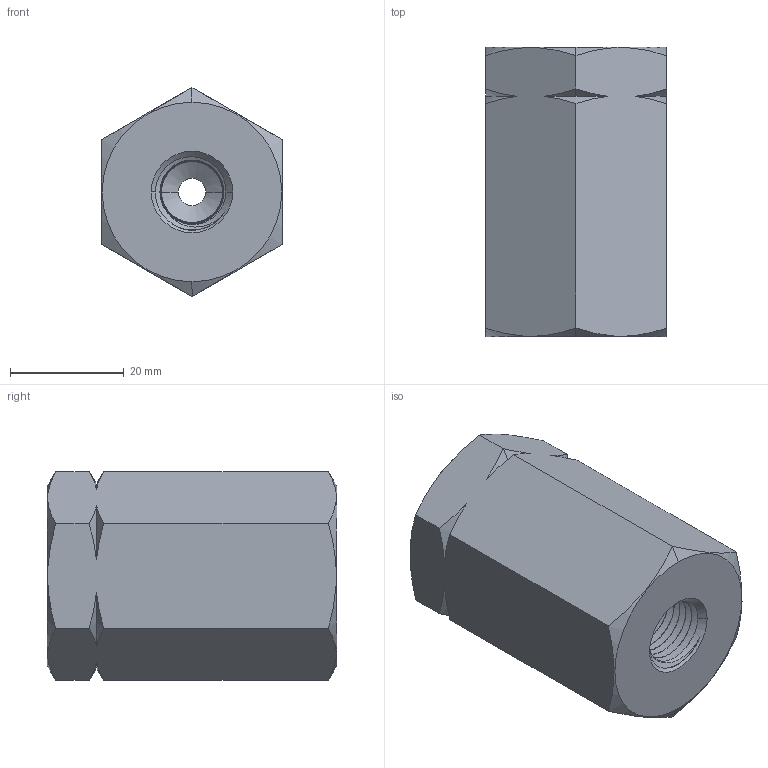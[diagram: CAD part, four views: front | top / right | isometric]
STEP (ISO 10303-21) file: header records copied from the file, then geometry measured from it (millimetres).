
FILE_DESCRIPTION (( 'STEP AP203' ), '1' );
FILE_NAME ('AD-510FSS-4FNPT.STEP', '2025-08-01T19:20:09', ( '' ), ( '' ), 'SwSTEP 2.0', 'SolidWorks 2018', '' );
FILE_SCHEMA (( 'CONFIG_CONTROL_DESIGN' ));
Length unit declared in the file: inch
Products named in the file (1): AD-510FSS-4FNPT
Bounding box: 31.75 x 50.8 x 36.66 mm (x, y, z)
Volume: 34507.5 mm3; surface area: 10354.6 mm2
Topology: 1 solids, 1 shells, 150 faces, 409 edges, 268 vertices
Faces by surface type: bspline 53, cone 41, plane 31, cylinder 25
Entity records: 15120 total; most frequent: CARTESIAN_POINT 11796, ORIENTED_EDGE 818, DIRECTION 426, EDGE_CURVE 409, VERTEX_POINT 268, B_SPLINE_CURVE_WITH_KNOTS 214, VECTOR 160, LINE 160
